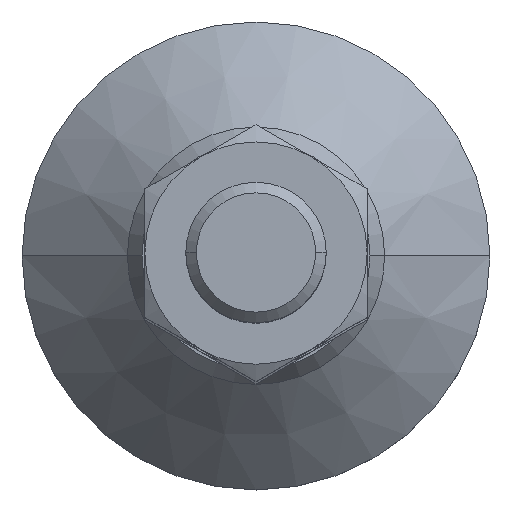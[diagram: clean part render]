
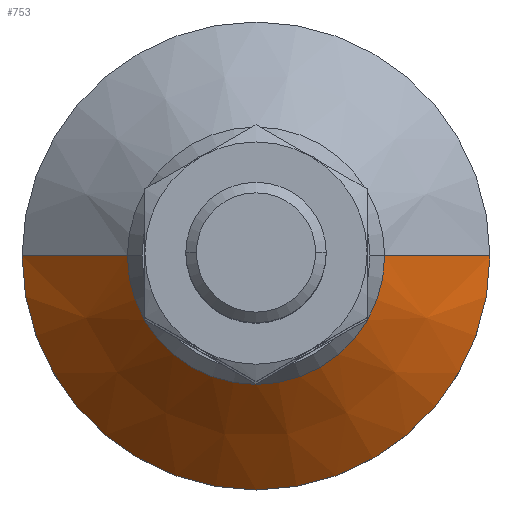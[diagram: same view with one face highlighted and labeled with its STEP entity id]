
A CAD part, top view. The second image highlights one B-rep face of the part: STEP entity #753.
In plain terms, the highlighted conical face has half-angle 45 degrees and reference radius 15.5 mm.
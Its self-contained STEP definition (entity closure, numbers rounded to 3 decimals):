
#543=EDGE_CURVE('',#609,#557,#1202,.T.);
#557=VERTEX_POINT('',#1216);
#581=EDGE_CURVE('',#603,#583,#1243,.T.);
#583=VERTEX_POINT('',#1245);
#603=VERTEX_POINT('',#1265);
#609=VERTEX_POINT('',#1271);
#753=ADVANCED_FACE('',(#1433),#1434,.T.);
#763=EDGE_CURVE('',#557,#603,#1445,.T.);
#953=EDGE_CURVE('',#609,#583,#1671,.T.);
#1202=LINE('',#2140,#2141);
#1216=CARTESIAN_POINT('',(11.,0.,15.));
#1243=LINE('',#2209,#2210);
#1245=CARTESIAN_POINT('',(-20.0,0.,6.));
#1265=CARTESIAN_POINT('',(-11.,0.,15.));
#1271=CARTESIAN_POINT('',(20.0,0.,6.));
#1433=FACE_OUTER_BOUND('',#2562,.T.);
#1434=CONICAL_SURFACE('',#2563,15.5,0.785);
#1445=CIRCLE('',#2597,11.);
#1671=CIRCLE('',#2983,20.0);
#2140=CARTESIAN_POINT('',(15.5,0.,10.5));
#2141=VECTOR('',#3228,1.0);
#2209=CARTESIAN_POINT('',(-15.5,0.,10.5));
#2210=VECTOR('',#3272,1.0);
#2562=EDGE_LOOP('',(#3462,#3463,#3464,#3465));
#2563=AXIS2_PLACEMENT_3D('',#3466,#3467,#3468);
#2597=AXIS2_PLACEMENT_3D('',#3477,#3478,#3479);
#2983=AXIS2_PLACEMENT_3D('',#3807,#3808,#3809);
#3228=DIRECTION('',(-0.707,0.,0.707));
#3272=DIRECTION('',(-0.707,0.,-0.707));
#3462=ORIENTED_EDGE('',*,*,#581,.T.);
#3463=ORIENTED_EDGE('',*,*,#953,.F.);
#3464=ORIENTED_EDGE('',*,*,#543,.T.);
#3465=ORIENTED_EDGE('',*,*,#763,.T.);
#3466=CARTESIAN_POINT('',(0.0,0.,10.5));
#3467=DIRECTION('',(-0.0,-0.0,-1.0));
#3468=DIRECTION('',(-1.0,0.,0.0));
#3477=CARTESIAN_POINT('',(0.0,0.,15.));
#3478=DIRECTION('',(-0.0,0.0,-1.0));
#3479=DIRECTION('',(-1.0,0.,0.0));
#3807=CARTESIAN_POINT('',(0.0,0.,6.));
#3808=DIRECTION('',(-0.0,0.0,-1.0));
#3809=DIRECTION('',(-1.0,0.,0.0));
